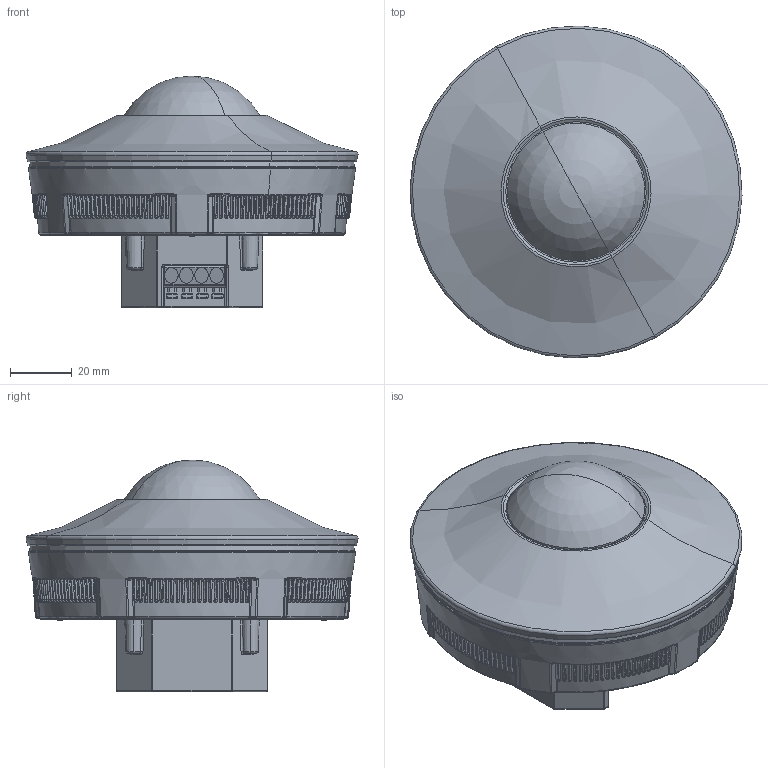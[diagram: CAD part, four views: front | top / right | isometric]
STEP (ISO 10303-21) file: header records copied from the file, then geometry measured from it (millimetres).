
FILE_DESCRIPTION('');
FILE_NAME('');
FILE_SCHEMA(('CONFIG_CONTROL_DESIGN'));
Products named in the file (1): AU00339602
Bounding box: 107.79 x 107.79 x 75.3 mm (x, y, z)
Volume: 323564.3 mm3; surface area: 72725.7 mm2
Topology: 13 solids, 13 shells, 2242 faces, 5675 edges, 3405 vertices
Faces by surface type: torus 628, cylinder 572, bspline 473, plane 439, sphere 50, revolution 50, cone 22, extrusion 8
Entity records: 92395 total; most frequent: CARTESIAN_POINT 47400, ORIENTED_EDGE 11198, DIRECTION 5881, EDGE_CURVE 5599, AXIS2_PLACEMENT_3D 3421, VERTEX_POINT 3405, B_SPLINE_CURVE_WITH_KNOTS 2979, EDGE_LOOP 2278
